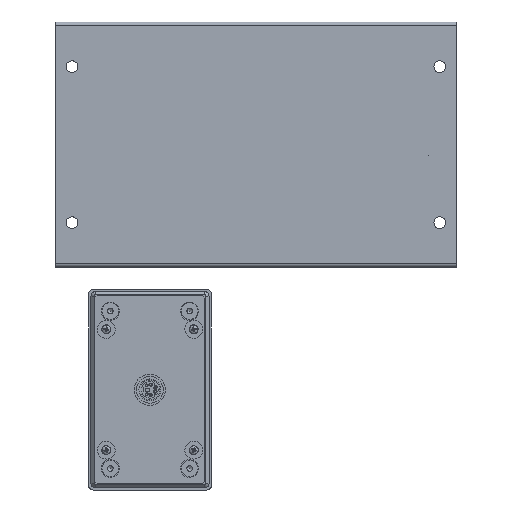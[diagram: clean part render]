
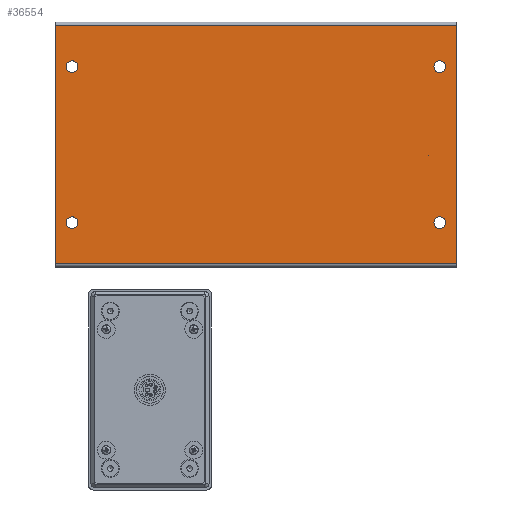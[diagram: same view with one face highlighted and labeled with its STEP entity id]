
A CAD part, front view. The second image highlights one B-rep face of the part: STEP entity #36554.
In plain terms, the highlighted planar face has unit normal (0, -1, 0).
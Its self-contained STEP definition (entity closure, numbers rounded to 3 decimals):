
#1135=LINE($,#51121,#4535);
#1163=LINE($,#51183,#4563);
#1164=LINE($,#51194,#4564);
#1165=LINE($,#51195,#4565);
#4535=VECTOR($,#41955,10.7);
#4563=VECTOR($,#41999,18.);
#4564=VECTOR($,#42010,18.);
#4565=VECTOR($,#42011,10.7);
#10163=PLANE($,#38746);
#11530=FACE_BOUND($,#14264,.T.);
#11531=FACE_BOUND($,#14265,.T.);
#11532=FACE_BOUND($,#14266,.T.);
#11533=FACE_BOUND($,#14267,.T.);
#11534=FACE_BOUND($,#14268,.T.);
#14264=EDGE_LOOP($,(#26584));
#14265=EDGE_LOOP($,(#26585));
#14266=EDGE_LOOP($,(#26586));
#14267=EDGE_LOOP($,(#26587));
#14268=EDGE_LOOP($,(#26588,#26589,#26590,#26591));
#16799=CIRCLE($,#38747,0.26);
#16800=CIRCLE($,#38748,0.26);
#16801=CIRCLE($,#38749,0.26);
#16802=CIRCLE($,#38750,0.26);
#17845=VERTEX_POINT($,#51095);
#17857=VERTEX_POINT($,#51119);
#17883=VERTEX_POINT($,#51181);
#17884=VERTEX_POINT($,#51185);
#17885=VERTEX_POINT($,#51187);
#17886=VERTEX_POINT($,#51189);
#17887=VERTEX_POINT($,#51191);
#17888=VERTEX_POINT($,#51193);
#21317=EDGE_CURVE($,#17845,#17857,#1135,.T.);
#21348=EDGE_CURVE($,#17883,#17857,#1163,.T.);
#21349=EDGE_CURVE($,#17884,#17884,#16799,.T.);
#21350=EDGE_CURVE($,#17885,#17885,#16800,.T.);
#21351=EDGE_CURVE($,#17886,#17886,#16801,.T.);
#21352=EDGE_CURVE($,#17887,#17887,#16802,.T.);
#21353=EDGE_CURVE($,#17845,#17888,#1164,.T.);
#21354=EDGE_CURVE($,#17883,#17888,#1165,.T.);
#26584=ORIENTED_EDGE($,*,*,#21349,.T.);
#26585=ORIENTED_EDGE($,*,*,#21350,.T.);
#26586=ORIENTED_EDGE($,*,*,#21351,.T.);
#26587=ORIENTED_EDGE($,*,*,#21352,.T.);
#26588=ORIENTED_EDGE($,*,*,#21353,.F.);
#26589=ORIENTED_EDGE($,*,*,#21317,.T.);
#26590=ORIENTED_EDGE($,*,*,#21348,.F.);
#26591=ORIENTED_EDGE($,*,*,#21354,.T.);
#36554=ADVANCED_FACE($,(#11530,#11531,#11532,#11533,#11534),#10163,.T.);
#38746=AXIS2_PLACEMENT_3D($,#51184,#42000,#42001);
#38747=AXIS2_PLACEMENT_3D($,#51186,#42002,#42003);
#38748=AXIS2_PLACEMENT_3D($,#51188,#42004,#42005);
#38749=AXIS2_PLACEMENT_3D($,#51190,#42006,#42007);
#38750=AXIS2_PLACEMENT_3D($,#51192,#42008,#42009);
#41955=DIRECTION($,(0.,0.,1.));
#41999=DIRECTION($,(1.,0.,0.));
#42000=DIRECTION('center_axis',(0.,-1.,0.));
#42001=DIRECTION('ref_axis',(0.,0.,-1.));
#42002=DIRECTION('center_axis',(0.,1.,0.));
#42003=DIRECTION('ref_axis',(-1.,0.,0.));
#42004=DIRECTION('center_axis',(0.,1.,0.));
#42005=DIRECTION('ref_axis',(-1.,0.,0.));
#42006=DIRECTION('center_axis',(0.,1.,0.));
#42007=DIRECTION('ref_axis',(-1.,0.,0.));
#42008=DIRECTION('center_axis',(0.,1.,0.));
#42009=DIRECTION('ref_axis',(-1.,0.,0.));
#42010=DIRECTION($,(-1.,0.,0.));
#42011=DIRECTION($,(0.,0.,-1.));
#51095=CARTESIAN_POINT('',(9.,-0.55,-5.35));
#51119=CARTESIAN_POINT('',(9.,-0.55,5.35));
#51121=CARTESIAN_POINT($,(9.,-0.55,-5.5));
#51181=CARTESIAN_POINT('',(-9.,-0.55,5.35));
#51183=CARTESIAN_POINT($,(0.,-0.55,5.35));
#51184=CARTESIAN_POINT('Origin',(0.,-0.55,-5.5));
#51185=CARTESIAN_POINT('',(8.51,-0.55,3.5));
#51186=CARTESIAN_POINT('Origin',(8.25,-0.55,3.5));
#51187=CARTESIAN_POINT('',(8.51,-0.55,-3.5));
#51188=CARTESIAN_POINT('Origin',(8.25,-0.55,-3.5));
#51189=CARTESIAN_POINT('',(-7.99,-0.55,-3.5));
#51190=CARTESIAN_POINT('Origin',(-8.25,-0.55,-3.5));
#51191=CARTESIAN_POINT('',(-7.99,-0.55,3.5));
#51192=CARTESIAN_POINT('Origin',(-8.25,-0.55,3.5));
#51193=CARTESIAN_POINT('',(-9.,-0.55,-5.35));
#51194=CARTESIAN_POINT($,(0.,-0.55,-5.35));
#51195=CARTESIAN_POINT($,(-9.,-0.55,-5.5));
